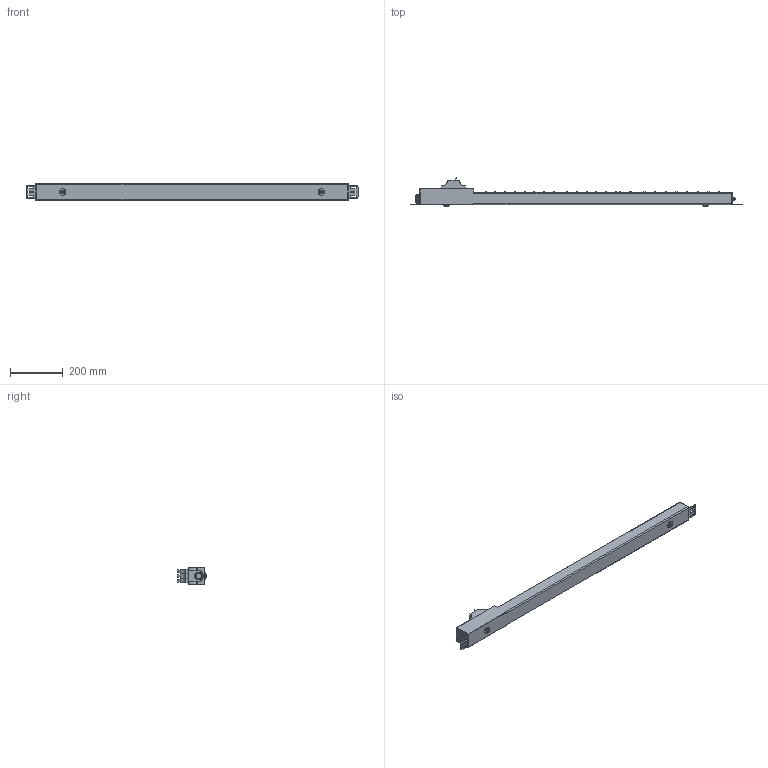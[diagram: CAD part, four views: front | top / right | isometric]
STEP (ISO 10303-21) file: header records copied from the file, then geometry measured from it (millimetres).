
FILE_DESCRIPTION((''),'2;1');
FILE_NAME('17-BS-PV42-14C13-10C19-13_ASM','2023-01-29T',('ROG TT'),(''),'PRO/ENGINEER BY PARAMETRIC TECHNOLOGY CORPORATION, 2001280','PRO/ENGINEER BY PARAMETRIC TECHNOLOGY CORPORATION, 2001280','');
FILE_SCHEMA(('CONFIG_CONTROL_DESIGN'));
Length unit declared in the file: millimetre
Products named in the file (7): 17-BS-PV42-14C13-10C19-13; PG25_GUAER; M6_LUOMAO; PG25_SUOTOU1; GUOER_HULU; PG25_GUAER_BANJIN; 17-BS-PV42-14C13-10C19-13_ASM
Assembly tree (8 placements, depth 2):
  17-BS-PV42-14C13-10C19-13_ASM
    17-BS-PV42-14C13-10C19-13
    PG25_GUAER
    M6_LUOMAO  x2
    PG25_SUOTOU1
    GUOER_HULU  x2
    PG25_GUAER_BANJIN
Bounding box: 1260 x 110.8 x 62.5 mm (x, y, z)
Volume: 3535995.2 mm3; surface area: 416268.1 mm2
Topology: 11 solids, 11 shells, 1792 faces, 4677 edges, 3099 vertices
Faces by surface type: plane 1169, cylinder 552, cone 42, bspline 22, torus 7
Entity records: 57439 total; most frequent: CARTESIAN_POINT 13615, ORIENTED_EDGE 9158, DIRECTION 8815, EDGE_CURVE 4579, VECTOR 3289, LINE 3289, VERTEX_POINT 3037, AXIS2_PLACEMENT_3D 2763
